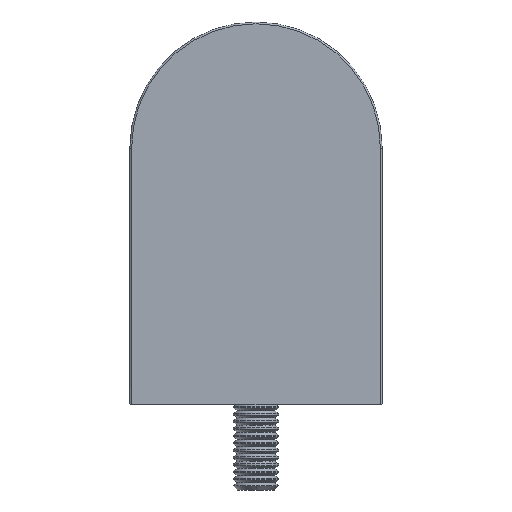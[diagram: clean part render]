
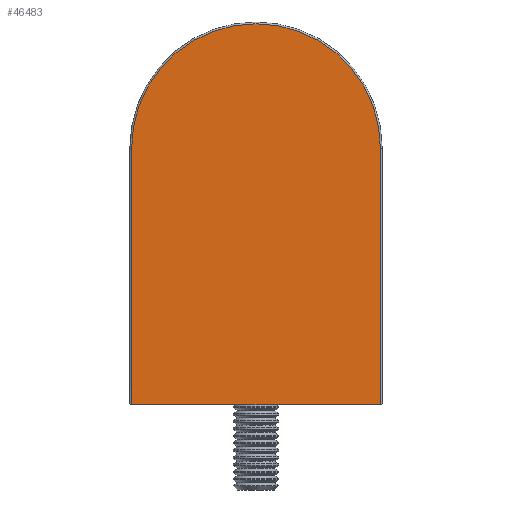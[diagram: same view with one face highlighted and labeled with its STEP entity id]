
A CAD part, left-side view. The second image highlights one B-rep face of the part: STEP entity #46483.
In plain terms, the highlighted planar face has unit normal (-1, 0, 0).
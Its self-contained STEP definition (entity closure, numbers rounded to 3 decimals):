
#416 = VECTOR ( 'NONE', #16742, 1000. ) ;
#950 = EDGE_CURVE ( 'NONE', #23328, #13717, #61647, .T. ) ;
#1636 = VERTEX_POINT ( 'NONE', #40661 ) ;
#4862 = CARTESIAN_POINT ( 'NONE',  ( 0., 13.8, 26. ) ) ;
#5795 = CARTESIAN_POINT ( 'NONE',  ( 0., 0., 26. ) ) ;
#7357 = ORIENTED_EDGE ( 'NONE', *, *, #56199, .T. ) ;
#9289 = CARTESIAN_POINT ( 'NONE',  ( 0., -14., -2.42 ) ) ;
#9506 = AXIS2_PLACEMENT_3D ( 'NONE', #31532, #17148, #31328 ) ;
#9804 = ORIENTED_EDGE ( 'NONE', *, *, #57120, .T. ) ;
#9996 = PLANE ( 'NONE',  #24978 ) ;
#13717 = VERTEX_POINT ( 'NONE', #44082 ) ;
#14153 = EDGE_LOOP ( 'NONE', ( #27312, #7357, #23231, #9804 ) ) ;
#15176 = DIRECTION ( 'NONE',  ( 1., 0., 0. ) ) ;
#16742 = DIRECTION ( 'NONE',  ( 0., 0., 1. ) ) ;
#17148 = DIRECTION ( 'NONE',  ( -1., 0., 0. ) ) ;
#20039 = DIRECTION ( 'NONE',  ( 0., 0., -1. ) ) ;
#23231 = ORIENTED_EDGE ( 'NONE', *, *, #57166, .T. ) ;
#23328 = VERTEX_POINT ( 'NONE', #42020 ) ;
#24978 = AXIS2_PLACEMENT_3D ( 'NONE', #5795, #15176, #20039 ) ;
#26051 = FACE_OUTER_BOUND ( 'NONE', #14153, .T. ) ;
#26694 = CARTESIAN_POINT ( 'NONE',  ( 0., -13.8, 26. ) ) ;
#26902 = CIRCLE ( 'NONE', #9506, 13.8 ) ;
#27312 = ORIENTED_EDGE ( 'NONE', *, *, #950, .T. ) ;
#29992 = VECTOR ( 'NONE', #48990, 1000. ) ;
#31328 = DIRECTION ( 'NONE',  ( 0., 0., -1. ) ) ;
#31532 = CARTESIAN_POINT ( 'NONE',  ( 0., 0., 26. ) ) ;
#40661 = CARTESIAN_POINT ( 'NONE',  ( 0., -13.8, 26. ) ) ;
#41755 = LINE ( 'NONE', #26694, #416 ) ;
#42020 = CARTESIAN_POINT ( 'NONE',  ( 0., 13.8, 26. ) ) ;
#42733 = VECTOR ( 'NONE', #57445, 1000. ) ;
#43488 = LINE ( 'NONE', #9289, #29992 ) ;
#44082 = CARTESIAN_POINT ( 'NONE',  ( 0., 13.8, -2.42 ) ) ;
#46483 = ADVANCED_FACE ( 'NONE', ( #26051 ), #9996, .F. ) ;
#48990 = DIRECTION ( 'NONE',  ( 0., -1., 0. ) ) ;
#50727 = VERTEX_POINT ( 'NONE', #51251 ) ;
#51251 = CARTESIAN_POINT ( 'NONE',  ( 0., -13.8, -2.42 ) ) ;
#56199 = EDGE_CURVE ( 'NONE', #13717, #50727, #43488, .T. ) ;
#57120 = EDGE_CURVE ( 'NONE', #1636, #23328, #26902, .T. ) ;
#57166 = EDGE_CURVE ( 'NONE', #50727, #1636, #41755, .T. ) ;
#57445 = DIRECTION ( 'NONE',  ( 0., 0., -1. ) ) ;
#61647 = LINE ( 'NONE', #4862, #42733 ) ;
